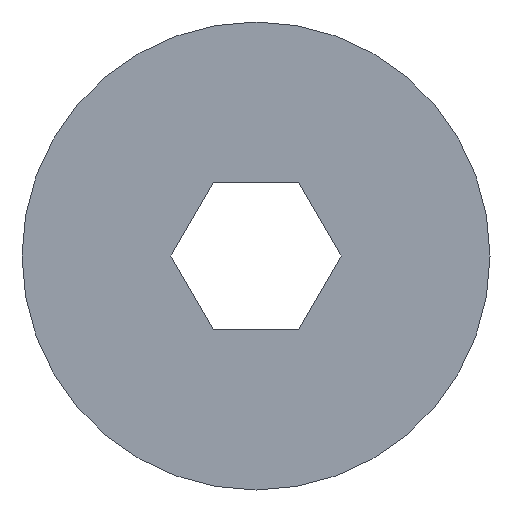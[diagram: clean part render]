
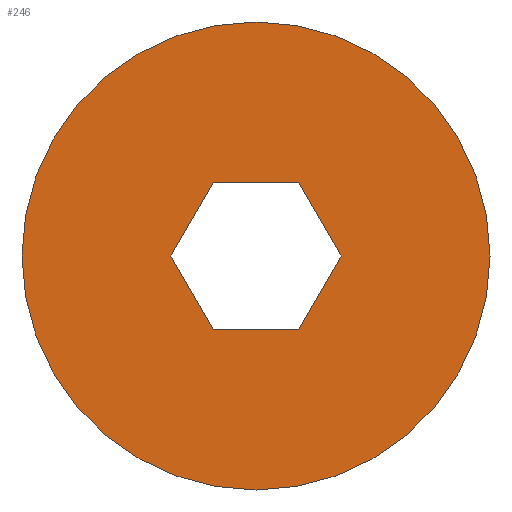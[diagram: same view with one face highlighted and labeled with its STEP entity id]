
A CAD part, front view. The second image highlights one B-rep face of the part: STEP entity #246.
In plain terms, the highlighted planar face has unit normal (0, -1, 0).
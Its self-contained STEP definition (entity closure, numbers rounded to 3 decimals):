
#1=CARTESIAN_POINT('',(0.,0.,0.));
#2=DIRECTION('',(0.,1.,0.));
#3=DIRECTION('',(1.,0.,0.));
#4=AXIS2_PLACEMENT_3D('',#1,#2,#3);
#6=CARTESIAN_POINT('',(0.,0.,0.));
#7=DIRECTION('',(0.,1.,0.));
#8=DIRECTION('',(-1.,0.,0.));
#9=AXIS2_PLACEMENT_3D('',#6,#7,#8);
#11=DIRECTION('',(-1.,0.,0.));
#12=VECTOR('',#11,7.275);
#13=CARTESIAN_POINT('',(3.637,0.,6.3));
#14=LINE('',#13,#12);
#15=DIRECTION('',(-0.5,0.,-0.866));
#16=VECTOR('',#15,7.275);
#17=CARTESIAN_POINT('',(-3.637,0.,6.3));
#18=LINE('',#17,#16);
#19=DIRECTION('',(0.5,0.,-0.866));
#20=VECTOR('',#19,7.275);
#21=CARTESIAN_POINT('',(-7.275,0.,0.));
#22=LINE('',#21,#20);
#23=DIRECTION('',(1.,0.,0.));
#24=VECTOR('',#23,7.275);
#25=CARTESIAN_POINT('',(-3.637,0.,-6.3));
#26=LINE('',#25,#24);
#27=DIRECTION('',(0.5,0.,0.866));
#28=VECTOR('',#27,7.275);
#29=CARTESIAN_POINT('',(3.637,0.,-6.3));
#30=LINE('',#29,#28);
#31=DIRECTION('',(-0.5,0.,0.866));
#32=VECTOR('',#31,7.275);
#33=CARTESIAN_POINT('',(7.275,0.,0.));
#34=LINE('',#33,#32);
#173=CARTESIAN_POINT('',(20.,0.,0.));
#174=CARTESIAN_POINT('',(-20.,0.,0.));
#175=VERTEX_POINT('',#173);
#176=VERTEX_POINT('',#174);
#181=CARTESIAN_POINT('',(3.637,0.,6.3));
#182=CARTESIAN_POINT('',(-3.637,0.,6.3));
#183=VERTEX_POINT('',#181);
#184=VERTEX_POINT('',#182);
#185=CARTESIAN_POINT('',(-7.275,0.,0.));
#186=VERTEX_POINT('',#185);
#187=CARTESIAN_POINT('',(-3.637,0.,-6.3));
#188=VERTEX_POINT('',#187);
#189=CARTESIAN_POINT('',(3.637,0.,-6.3));
#190=VERTEX_POINT('',#189);
#191=CARTESIAN_POINT('',(7.275,0.,0.));
#192=VERTEX_POINT('',#191);
#221=CARTESIAN_POINT('',(0.,0.,0.));
#222=DIRECTION('',(0.,1.,0.));
#223=DIRECTION('',(1.,0.,0.));
#224=AXIS2_PLACEMENT_3D('',#221,#222,#223);
#225=PLANE('',#224);
#227=ORIENTED_EDGE('',*,*,#226,.T.);
#229=ORIENTED_EDGE('',*,*,#228,.T.);
#230=EDGE_LOOP('',(#227,#229));
#231=FACE_OUTER_BOUND('',#230,.F.);
#233=ORIENTED_EDGE('',*,*,#232,.T.);
#235=ORIENTED_EDGE('',*,*,#234,.T.);
#237=ORIENTED_EDGE('',*,*,#236,.T.);
#239=ORIENTED_EDGE('',*,*,#238,.T.);
#241=ORIENTED_EDGE('',*,*,#240,.T.);
#243=ORIENTED_EDGE('',*,*,#242,.T.);
#244=EDGE_LOOP('',(#233,#235,#237,#239,#241,#243));
#245=FACE_BOUND('',#244,.F.);
#246=ADVANCED_FACE('',(#231,#245),#225,.F.);
#5=CIRCLE('',#4,20.);
#10=CIRCLE('',#9,20.);
#226=EDGE_CURVE('',#175,#176,#5,.T.);
#228=EDGE_CURVE('',#176,#175,#10,.T.);
#232=EDGE_CURVE('',#183,#184,#14,.T.);
#234=EDGE_CURVE('',#184,#186,#18,.T.);
#236=EDGE_CURVE('',#186,#188,#22,.T.);
#238=EDGE_CURVE('',#188,#190,#26,.T.);
#240=EDGE_CURVE('',#190,#192,#30,.T.);
#242=EDGE_CURVE('',#192,#183,#34,.T.);
